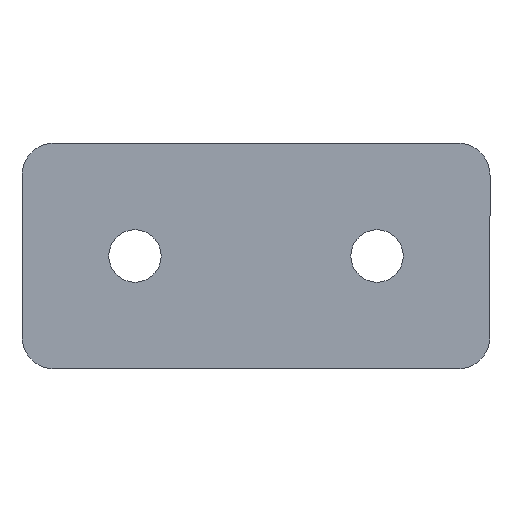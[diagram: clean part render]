
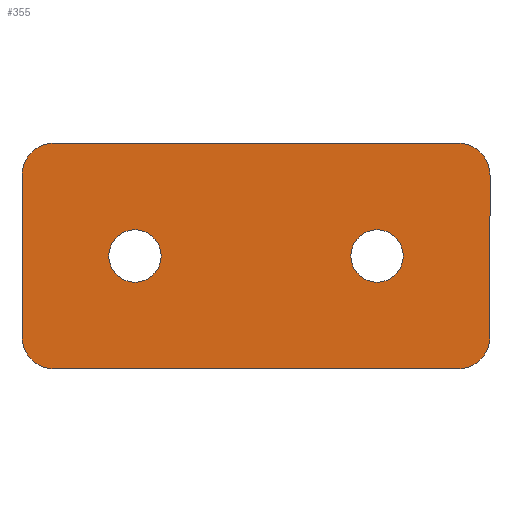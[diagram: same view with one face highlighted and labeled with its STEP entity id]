
A CAD part, front view. The second image highlights one B-rep face of the part: STEP entity #355.
In plain terms, the highlighted planar face has unit normal (0, -1, 0).
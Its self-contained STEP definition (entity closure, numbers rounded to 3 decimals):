
#1 = AXIS2_PLACEMENT_3D ( 'NONE', #134, #316, #275 ) ;
#8 = CARTESIAN_POINT ( 'NONE',  ( 22., 0., 5. ) ) ;
#16 = EDGE_LOOP ( 'NONE', ( #64, #317 ) ) ;
#25 = DIRECTION ( 'NONE',  ( 0., 0., -1. ) ) ;
#29 = CARTESIAN_POINT ( 'NONE',  ( -5., 0., -5. ) ) ;
#30 = AXIS2_PLACEMENT_3D ( 'NONE', #29, #254, #178 ) ;
#42 = CIRCLE ( 'NONE', #103, 2. ) ;
#46 = VECTOR ( 'NONE', #438, 1000. ) ;
#51 = DIRECTION ( 'NONE',  ( 1., 0., 0. ) ) ;
#52 = LINE ( 'NONE', #196, #344 ) ;
#56 = VERTEX_POINT ( 'NONE', #8 ) ;
#57 = VERTEX_POINT ( 'NONE', #58 ) ;
#58 = CARTESIAN_POINT ( 'NONE',  ( 0., 0., -1.625 ) ) ;
#59 = FACE_BOUND ( 'NONE', #443, .T. ) ;
#61 = LINE ( 'NONE', #100, #46 ) ;
#64 = ORIENTED_EDGE ( 'NONE', *, *, #268, .T. ) ;
#65 = CARTESIAN_POINT ( 'NONE',  ( -7., 0., -5. ) ) ;
#82 = EDGE_CURVE ( 'NONE', #165, #400, #269, .T. ) ;
#84 = DIRECTION ( 'NONE',  ( 0., -1., 0. ) ) ;
#87 = EDGE_CURVE ( 'NONE', #203, #244, #199, .T. ) ;
#89 = ORIENTED_EDGE ( 'NONE', *, *, #408, .T. ) ;
#95 = DIRECTION ( 'NONE',  ( 0., 0., -1. ) ) ;
#99 = CARTESIAN_POINT ( 'NONE',  ( 0., 0., 0. ) ) ;
#100 = CARTESIAN_POINT ( 'NONE',  ( 22., 0., -7. ) ) ;
#101 = EDGE_CURVE ( 'NONE', #57, #359, #118, .T. ) ;
#103 = AXIS2_PLACEMENT_3D ( 'NONE', #458, #426, #95 ) ;
#106 = CARTESIAN_POINT ( 'NONE',  ( 20., 0., 7. ) ) ;
#109 = CARTESIAN_POINT ( 'NONE',  ( 15., 0., -1.625 ) ) ;
#110 = VERTEX_POINT ( 'NONE', #277 ) ;
#118 = CIRCLE ( 'NONE', #223, 1.625 ) ;
#121 = DIRECTION ( 'NONE',  ( 0., 0., 1. ) ) ;
#123 = CARTESIAN_POINT ( 'NONE',  ( -5., 0., -7. ) ) ;
#124 = ORIENTED_EDGE ( 'NONE', *, *, #237, .T. ) ;
#129 = PLANE ( 'NONE',  #473 ) ;
#134 = CARTESIAN_POINT ( 'NONE',  ( 0., 0., 0. ) ) ;
#136 = CARTESIAN_POINT ( 'NONE',  ( 20., 0., 5. ) ) ;
#137 = EDGE_LOOP ( 'NONE', ( #156, #287, #293, #124, #461, #477, #330, #89 ) ) ;
#140 = CARTESIAN_POINT ( 'NONE',  ( 0., 0., 0. ) ) ;
#147 = AXIS2_PLACEMENT_3D ( 'NONE', #246, #202, #174 ) ;
#150 = CARTESIAN_POINT ( 'NONE',  ( 15., 0., 0. ) ) ;
#152 = AXIS2_PLACEMENT_3D ( 'NONE', #136, #163, #25 ) ;
#155 = DIRECTION ( 'NONE',  ( 0., 0., -1. ) ) ;
#156 = ORIENTED_EDGE ( 'NONE', *, *, #298, .F. ) ;
#161 = DIRECTION ( 'NONE',  ( 0., 1., 0. ) ) ;
#163 = DIRECTION ( 'NONE',  ( 0., -1., 0. ) ) ;
#165 = VERTEX_POINT ( 'NONE', #327 ) ;
#170 = EDGE_CURVE ( 'NONE', #359, #57, #290, .T. ) ;
#171 = DIRECTION ( 'NONE',  ( 0., -1., 0. ) ) ;
#173 = VERTEX_POINT ( 'NONE', #429 ) ;
#174 = DIRECTION ( 'NONE',  ( 0., 0., 1. ) ) ;
#176 = ORIENTED_EDGE ( 'NONE', *, *, #170, .T. ) ;
#178 = DIRECTION ( 'NONE',  ( 0., 0., -1. ) ) ;
#180 = CARTESIAN_POINT ( 'NONE',  ( 20., 0., -7. ) ) ;
#185 = AXIS2_PLACEMENT_3D ( 'NONE', #150, #161, #121 ) ;
#187 = CIRCLE ( 'NONE', #152, 2. ) ;
#189 = VERTEX_POINT ( 'NONE', #397 ) ;
#196 = CARTESIAN_POINT ( 'NONE',  ( 22., 0., 7. ) ) ;
#198 = EDGE_CURVE ( 'NONE', #441, #244, #61, .T. ) ;
#199 = CIRCLE ( 'NONE', #30, 2. ) ;
#202 = DIRECTION ( 'NONE',  ( 0., 1., 0. ) ) ;
#203 = VERTEX_POINT ( 'NONE', #65 ) ;
#208 = DIRECTION ( 'NONE',  ( 0., 1., 0. ) ) ;
#218 = DIRECTION ( 'NONE',  ( 0., 0., 1. ) ) ;
#223 = AXIS2_PLACEMENT_3D ( 'NONE', #140, #208, #218 ) ;
#224 = VECTOR ( 'NONE', #406, 1000. ) ;
#237 = EDGE_CURVE ( 'NONE', #165, #110, #411, .T. ) ;
#244 = VERTEX_POINT ( 'NONE', #123 ) ;
#246 = CARTESIAN_POINT ( 'NONE',  ( 15., 0., 0. ) ) ;
#254 = DIRECTION ( 'NONE',  ( 0., -1., 0. ) ) ;
#258 = CARTESIAN_POINT ( 'NONE',  ( -7., 0., -7. ) ) ;
#260 = CIRCLE ( 'NONE', #185, 1.625 ) ;
#268 = EDGE_CURVE ( 'NONE', #173, #433, #260, .T. ) ;
#269 = LINE ( 'NONE', #457, #312 ) ;
#275 = DIRECTION ( 'NONE',  ( 0., 0., 1. ) ) ;
#277 = CARTESIAN_POINT ( 'NONE',  ( -7., 0., 5. ) ) ;
#287 = ORIENTED_EDGE ( 'NONE', *, *, #372, .T. ) ;
#290 = CIRCLE ( 'NONE', #1, 1.625 ) ;
#293 = ORIENTED_EDGE ( 'NONE', *, *, #82, .F. ) ;
#298 = EDGE_CURVE ( 'NONE', #56, #189, #52, .T. ) ;
#307 = CARTESIAN_POINT ( 'NONE',  ( -5., 0., 5. ) ) ;
#312 = VECTOR ( 'NONE', #51, 1000. ) ;
#316 = DIRECTION ( 'NONE',  ( 0., 1., 0. ) ) ;
#317 = ORIENTED_EDGE ( 'NONE', *, *, #386, .T. ) ;
#327 = CARTESIAN_POINT ( 'NONE',  ( -5., 0., 7. ) ) ;
#330 = ORIENTED_EDGE ( 'NONE', *, *, #198, .F. ) ;
#344 = VECTOR ( 'NONE', #448, 1000. ) ;
#355 = ADVANCED_FACE ( 'NONE', ( #463, #59, #428 ), #129, .T. ) ;
#359 = VERTEX_POINT ( 'NONE', #460 ) ;
#372 = EDGE_CURVE ( 'NONE', #56, #400, #187, .T. ) ;
#386 = EDGE_CURVE ( 'NONE', #433, #173, #434, .T. ) ;
#391 = LINE ( 'NONE', #258, #224 ) ;
#395 = AXIS2_PLACEMENT_3D ( 'NONE', #307, #84, #155 ) ;
#397 = CARTESIAN_POINT ( 'NONE',  ( 22., 0., -5. ) ) ;
#400 = VERTEX_POINT ( 'NONE', #106 ) ;
#406 = DIRECTION ( 'NONE',  ( 0., 0., 1. ) ) ;
#408 = EDGE_CURVE ( 'NONE', #441, #189, #42, .T. ) ;
#409 = EDGE_CURVE ( 'NONE', #203, #110, #391, .T. ) ;
#411 = CIRCLE ( 'NONE', #395, 2. ) ;
#426 = DIRECTION ( 'NONE',  ( 0., -1., 0. ) ) ;
#428 = FACE_OUTER_BOUND ( 'NONE', #137, .T. ) ;
#429 = CARTESIAN_POINT ( 'NONE',  ( 15., 0., 1.625 ) ) ;
#433 = VERTEX_POINT ( 'NONE', #109 ) ;
#434 = CIRCLE ( 'NONE', #147, 1.625 ) ;
#438 = DIRECTION ( 'NONE',  ( -1., 0., 0. ) ) ;
#441 = VERTEX_POINT ( 'NONE', #180 ) ;
#443 = EDGE_LOOP ( 'NONE', ( #176, #447 ) ) ;
#447 = ORIENTED_EDGE ( 'NONE', *, *, #101, .T. ) ;
#448 = DIRECTION ( 'NONE',  ( 0., 0., -1. ) ) ;
#457 = CARTESIAN_POINT ( 'NONE',  ( 7., 0., 7. ) ) ;
#458 = CARTESIAN_POINT ( 'NONE',  ( 20., 0., -5. ) ) ;
#460 = CARTESIAN_POINT ( 'NONE',  ( 0., 0., 1.625 ) ) ;
#461 = ORIENTED_EDGE ( 'NONE', *, *, #409, .F. ) ;
#463 = FACE_BOUND ( 'NONE', #16, .T. ) ;
#466 = DIRECTION ( 'NONE',  ( 0., 0., -1. ) ) ;
#473 = AXIS2_PLACEMENT_3D ( 'NONE', #99, #171, #466 ) ;
#477 = ORIENTED_EDGE ( 'NONE', *, *, #87, .T. ) ;
